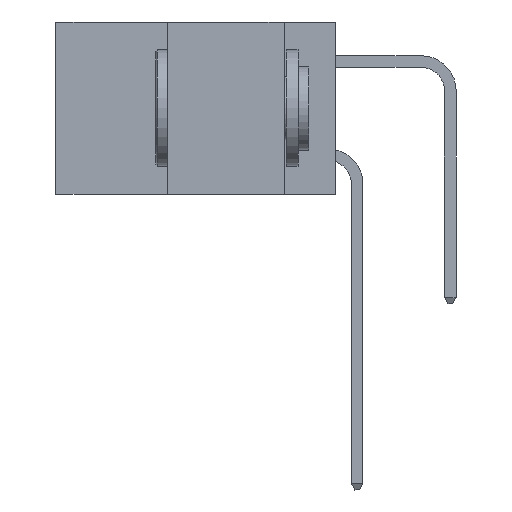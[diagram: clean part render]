
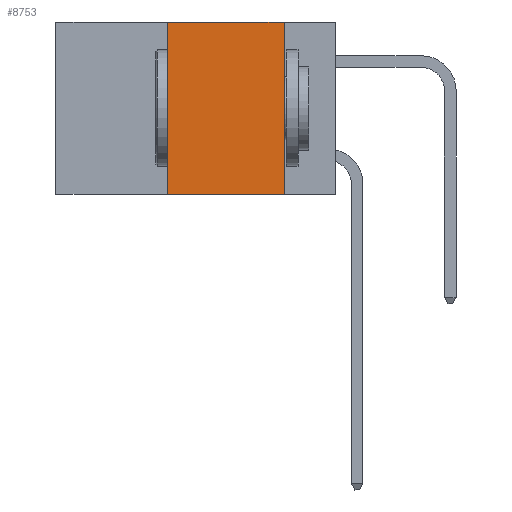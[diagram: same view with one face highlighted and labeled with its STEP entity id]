
A CAD part, left-side view. The second image highlights one B-rep face of the part: STEP entity #8753.
In plain terms, the highlighted planar face has unit normal (-1, 0, 0).
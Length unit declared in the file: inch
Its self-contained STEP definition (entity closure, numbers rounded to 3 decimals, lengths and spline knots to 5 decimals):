
#213 = AXIS2_PLACEMENT_3D ( 'NONE', #5304, #7455, #4131 ) ;
#360 = DIRECTION ( 'NONE',  ( 0., -1., 0. ) ) ;
#438 = CARTESIAN_POINT ( 'NONE',  ( 0., 0.36, -0.37 ) ) ;
#614 = EDGE_LOOP ( 'NONE', ( #6284, #2783, #960, #8315 ) ) ;
#960 = ORIENTED_EDGE ( 'NONE', *, *, #9259, .F. ) ;
#1047 = FACE_OUTER_BOUND ( 'NONE', #614, .T. ) ;
#1861 = VERTEX_POINT ( 'NONE', #438 ) ;
#1985 = DIRECTION ( 'NONE',  ( 0., -1., 0. ) ) ;
#2028 = EDGE_CURVE ( 'NONE', #6115, #5473, #9820, .T. ) ;
#2057 = PLANE ( 'NONE',  #213 ) ;
#2223 = EDGE_CURVE ( 'NONE', #2464, #6115, #2825, .T. ) ;
#2464 = VERTEX_POINT ( 'NONE', #10291 ) ;
#2783 = ORIENTED_EDGE ( 'NONE', *, *, #2223, .F. ) ;
#2825 = LINE ( 'NONE', #8413, #7689 ) ;
#3082 = VECTOR ( 'NONE', #10472, 39.37008 ) ;
#3671 = VECTOR ( 'NONE', #10376, 39.37008 ) ;
#3897 = CARTESIAN_POINT ( 'NONE',  ( 0., 0.36, 0. ) ) ;
#4131 = DIRECTION ( 'NONE',  ( 0., 0., -1. ) ) ;
#5271 = LINE ( 'NONE', #10936, #8759 ) ;
#5304 = CARTESIAN_POINT ( 'NONE',  ( 0., 0.6, 0. ) ) ;
#5473 = VERTEX_POINT ( 'NONE', #7157 ) ;
#6115 = VERTEX_POINT ( 'NONE', #7618 ) ;
#6284 = ORIENTED_EDGE ( 'NONE', *, *, #2028, .F. ) ;
#7157 = CARTESIAN_POINT ( 'NONE',  ( 0., 0.11, -0.37 ) ) ;
#7455 = DIRECTION ( 'NONE',  ( 1., 0., 0. ) ) ;
#7618 = CARTESIAN_POINT ( 'NONE',  ( 0., 0.11, 0. ) ) ;
#7689 = VECTOR ( 'NONE', #1985, 39.37008 ) ;
#8254 = CARTESIAN_POINT ( 'NONE',  ( 0., 0.11, 0. ) ) ;
#8315 = ORIENTED_EDGE ( 'NONE', *, *, #8957, .T. ) ;
#8413 = CARTESIAN_POINT ( 'NONE',  ( 0., 0.6, 0. ) ) ;
#8753 = ADVANCED_FACE ( 'NONE', ( #1047 ), #2057, .F. ) ;
#8759 = VECTOR ( 'NONE', #360, 39.37008 ) ;
#8957 = EDGE_CURVE ( 'NONE', #1861, #5473, #5271, .T. ) ;
#9259 = EDGE_CURVE ( 'NONE', #1861, #2464, #9564, .T. ) ;
#9564 = LINE ( 'NONE', #3897, #3082 ) ;
#9820 = LINE ( 'NONE', #8254, #3671 ) ;
#10291 = CARTESIAN_POINT ( 'NONE',  ( 0., 0.36, 0. ) ) ;
#10376 = DIRECTION ( 'NONE',  ( 0., 0., -1. ) ) ;
#10472 = DIRECTION ( 'NONE',  ( 0., 0., 1. ) ) ;
#10936 = CARTESIAN_POINT ( 'NONE',  ( 0., 0.6, -0.37 ) ) ;
